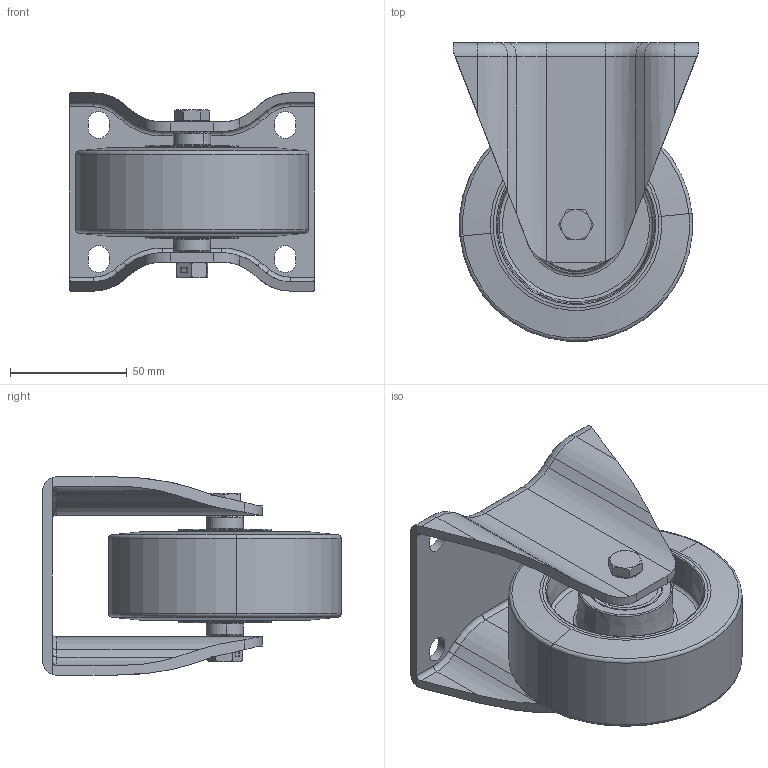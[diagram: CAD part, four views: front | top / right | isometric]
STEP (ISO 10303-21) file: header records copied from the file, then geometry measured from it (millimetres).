
FILE_DESCRIPTION (( 'STEP AP214' ), '1' );
FILE_NAME ('0015516BL_B-IG-PUZA-100-K_(A-01).step', '2019-07-04T11:17:21', ( '' ), ( '' ), 'SwSTEP 2.0', 'SolidWorks 2018', '' );
FILE_SCHEMA (( 'AUTOMOTIVE_DESIGN' ));
Length unit declared in the file: millimetre
Products named in the file (1): 0015516BL_B-IG-PUZA-100-K_(A-01)
Bounding box: 105 x 127.86 x 85 mm (x, y, z)
Surface area: 89346.4 mm2 (no closed solid volume)
Topology: 0 solids, 10 shells, 306 faces, 706 edges, 432 vertices
Faces by surface type: cylinder 98, plane 98, torus 66, cone 44
Entity records: 12345 total; most frequent: CARTESIAN_POINT 1821, DIRECTION 1606, ORIENTED_EDGE 1392, EDGE_CURVE 706, AXIS2_PLACEMENT_3D 661, VERTEX_POINT 432, CIRCLE 354, EDGE_LOOP 346
